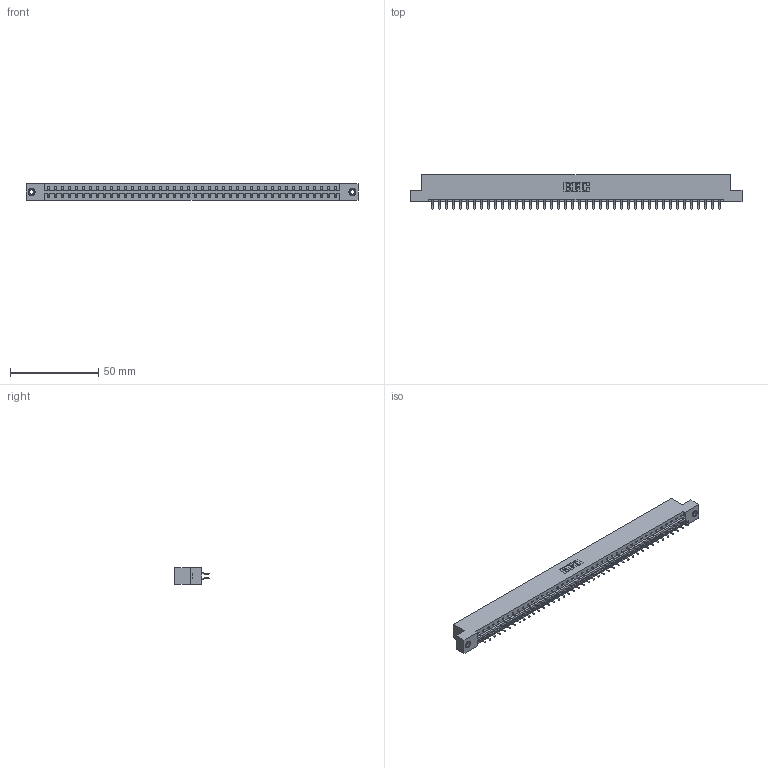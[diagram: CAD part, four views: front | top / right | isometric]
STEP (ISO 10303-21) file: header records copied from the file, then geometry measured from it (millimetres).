
FILE_DESCRIPTION (( 'STEP AP203' ), '1' );
FILE_NAME ('833-084-556-207.STEP', '2020-06-06T02:04:46', ( '' ), ( '' ), 'SwSTEP 2.0', 'SolidWorks 2020', '' );
FILE_SCHEMA (( 'CONFIG_CONTROL_DESIGN' ));
Length unit declared in the file: inch
Products named in the file (4): 345-250-001_345-250-005-103; 833-084-556-207; 833 Part_Flush - .156 Dia - TI; 345-292-001_556 Tail
Assembly tree (87 placements, depth 2):
  833-084-556-207
    833 Part_Flush - .156 Dia - TI
    345-292-001_556 Tail  x84
    345-250-001_345-250-005-103  x2
Bounding box: 187.96 x 19.57 x 9.4 mm (x, y, z)
Volume: 19172.8 mm3; surface area: 22618.3 mm2
Topology: 87 solids, 87 shells, 5046 faces, 14979 edges, 9866 vertices
Faces by surface type: plane 3462, cylinder 1568, cone 12, torus 4
Entity records: 28426 total; most frequent: CARTESIAN_POINT 4709, ORIENTED_EDGE 4626, DIRECTION 4043, EDGE_CURVE 2313, LINE 2157, VECTOR 2157, VERTEX_POINT 1536, AXIS2_PLACEMENT_3D 943
